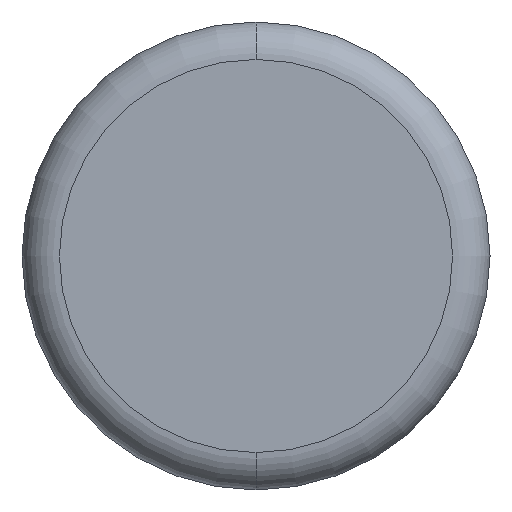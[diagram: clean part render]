
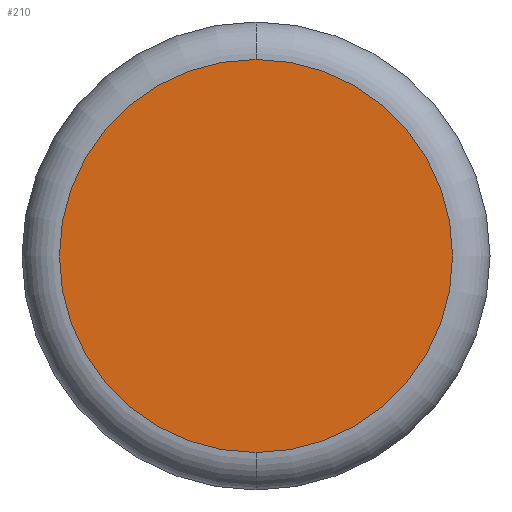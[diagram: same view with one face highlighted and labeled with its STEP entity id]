
A CAD part, front view. The second image highlights one B-rep face of the part: STEP entity #210.
In plain terms, the highlighted planar face has unit normal (0, -1, 0).
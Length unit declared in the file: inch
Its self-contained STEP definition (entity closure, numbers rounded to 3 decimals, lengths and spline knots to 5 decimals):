
#20 = AXIS2_PLACEMENT_3D ( 'NONE', #365, #207, #323 ) ;
#83 = VERTEX_POINT ( 'NONE', #130 ) ;
#91 = CIRCLE ( 'NONE', #196, 0.315 ) ;
#105 = ORIENTED_EDGE ( 'NONE', *, *, #310, .T. ) ;
#113 = EDGE_LOOP ( 'NONE', ( #105, #324 ) ) ;
#130 = CARTESIAN_POINT ( 'NONE',  ( 0., 0., 0.315 ) ) ;
#136 = DIRECTION ( 'NONE',  ( 0., 0., -1. ) ) ;
#161 = PLANE ( 'NONE',  #20 ) ;
#167 = AXIS2_PLACEMENT_3D ( 'NONE', #293, #300, #136 ) ;
#196 = AXIS2_PLACEMENT_3D ( 'NONE', #231, #278, #488 ) ;
#207 = DIRECTION ( 'NONE',  ( 0., -1., 0. ) ) ;
#210 = ADVANCED_FACE ( 'NONE', ( #368 ), #161, .T. ) ;
#231 = CARTESIAN_POINT ( 'NONE',  ( 0., 0., 0. ) ) ;
#278 = DIRECTION ( 'NONE',  ( 0., -1., 0. ) ) ;
#293 = CARTESIAN_POINT ( 'NONE',  ( 0., 0., 0. ) ) ;
#300 = DIRECTION ( 'NONE',  ( 0., -1., 0. ) ) ;
#310 = EDGE_CURVE ( 'NONE', #464, #83, #519, .T. ) ;
#323 = DIRECTION ( 'NONE',  ( 0., 0., -1. ) ) ;
#324 = ORIENTED_EDGE ( 'NONE', *, *, #451, .T. ) ;
#363 = CARTESIAN_POINT ( 'NONE',  ( 0., 0., -0.315 ) ) ;
#365 = CARTESIAN_POINT ( 'NONE',  ( 0., 0., 0. ) ) ;
#368 = FACE_OUTER_BOUND ( 'NONE', #113, .T. ) ;
#451 = EDGE_CURVE ( 'NONE', #83, #464, #91, .T. ) ;
#464 = VERTEX_POINT ( 'NONE', #363 ) ;
#488 = DIRECTION ( 'NONE',  ( 0., 0., -1. ) ) ;
#519 = CIRCLE ( 'NONE', #167, 0.315 ) ;
